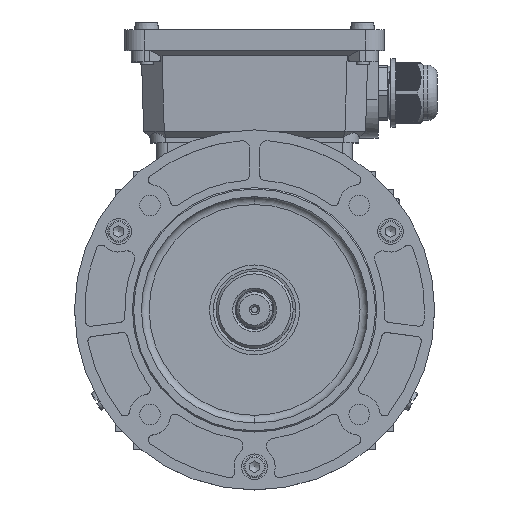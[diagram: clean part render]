
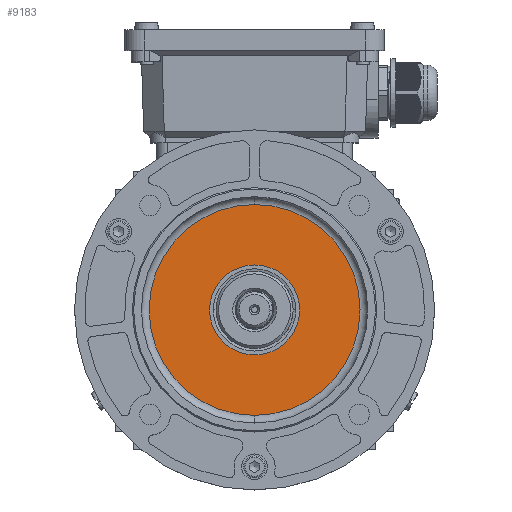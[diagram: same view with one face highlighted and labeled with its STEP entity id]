
A CAD part, top view. The second image highlights one B-rep face of the part: STEP entity #9183.
In plain terms, the highlighted planar face has unit normal (0, 0, 1).
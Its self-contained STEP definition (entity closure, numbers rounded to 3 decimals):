
#1747=FACE_BOUND('',#17879,.T.);
#1748=FACE_BOUND('',#17880,.T.);
#3975=PLANE('',#75240);
#9183=ADVANCED_FACE('',(#1747,#1748),#3975,.F.);
#17879=EDGE_LOOP('',(#48452,#48453));
#17880=EDGE_LOOP('',(#48454,#48455));
#48452=ORIENTED_EDGE('',*,*,#65889,.F.);
#48453=ORIENTED_EDGE('',*,*,#66050,.F.);
#48454=ORIENTED_EDGE('',*,*,#66049,.T.);
#48455=ORIENTED_EDGE('',*,*,#65893,.T.);
#56067=VERTEX_POINT('',#128695);
#56068=VERTEX_POINT('',#128696);
#56071=VERTEX_POINT('',#128704);
#56072=VERTEX_POINT('',#128705);
#65889=EDGE_CURVE('',#56067,#56068,#68931,.T.);
#65893=EDGE_CURVE('',#56071,#56072,#68933,.T.);
#66049=EDGE_CURVE('',#56072,#56071,#69047,.T.);
#66050=EDGE_CURVE('',#56068,#56067,#69048,.T.);
#68931=CIRCLE('',#75098,17.5);
#68933=CIRCLE('',#75101,41.);
#69047=CIRCLE('',#75237,41.);
#69048=CIRCLE('',#75239,17.5);
#75098=AXIS2_PLACEMENT_3D('',#128694,#92831,#92832);
#75101=AXIS2_PLACEMENT_3D('',#128703,#92839,#92840);
#75237=AXIS2_PLACEMENT_3D('',#129108,#93135,#93136);
#75239=AXIS2_PLACEMENT_3D('',#129110,#93139,#93140);
#75240=AXIS2_PLACEMENT_3D('',#129111,#93141,#93142);
#92831=DIRECTION('',(0.,0.,1.));
#92832=DIRECTION('',(0.,-1.,0.));
#92839=DIRECTION('',(0.,0.,1.));
#92840=DIRECTION('',(0.,-1.,0.));
#93135=DIRECTION('',(0.,0.,1.));
#93136=DIRECTION('',(0.,-1.,0.));
#93139=DIRECTION('',(0.,0.,1.));
#93140=DIRECTION('',(0.,-1.,0.));
#93141=DIRECTION('',(0.,0.,-1.));
#93142=DIRECTION('',(0.,-1.,0.));
#128694=CARTESIAN_POINT('',(-192.4,1.4,85.5));
#128695=CARTESIAN_POINT('',(-192.4,-16.1,85.5));
#128696=CARTESIAN_POINT('',(-192.4,18.9,85.5));
#128703=CARTESIAN_POINT('',(-192.4,1.4,85.5));
#128704=CARTESIAN_POINT('',(-192.4,42.4,85.5));
#128705=CARTESIAN_POINT('',(-192.4,-39.6,85.5));
#129108=CARTESIAN_POINT('',(-192.4,1.4,85.5));
#129110=CARTESIAN_POINT('',(-192.4,1.4,85.5));
#129111=CARTESIAN_POINT('',(-192.4,42.4,85.5));
